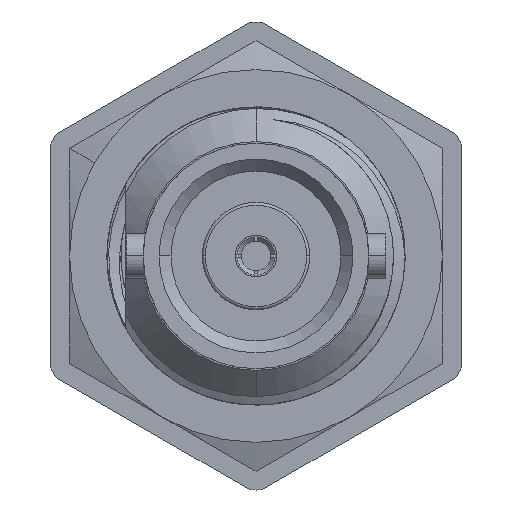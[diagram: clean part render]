
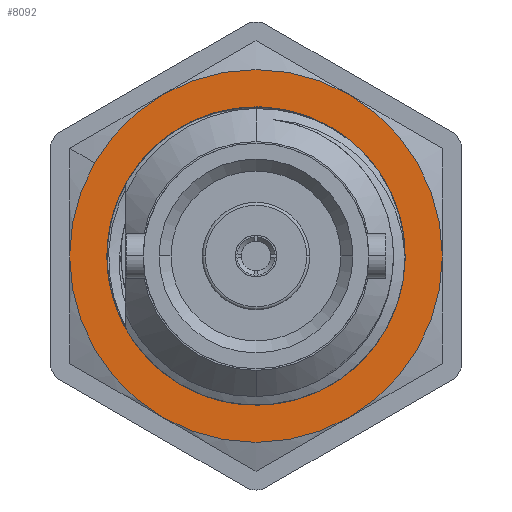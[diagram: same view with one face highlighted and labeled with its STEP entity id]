
A CAD part, left-side view. The second image highlights one B-rep face of the part: STEP entity #8092.
In plain terms, the highlighted planar face has unit normal (-1, 0, 0).
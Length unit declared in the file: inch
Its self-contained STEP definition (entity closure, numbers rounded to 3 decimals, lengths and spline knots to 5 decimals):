
#263 = EDGE_CURVE ( 'NONE', #2176, #12548, #11298, .T. ) ;
#438 = CARTESIAN_POINT ( 'NONE',  ( 0.50968, 0.24821, -0.02985 ) ) ;
#820 = FACE_OUTER_BOUND ( 'NONE', #5752, .T. ) ;
#1078 = AXIS2_PLACEMENT_3D ( 'NONE', #12453, #8461, #6746 ) ;
#1201 = DIRECTION ( 'NONE',  ( 0., 0.866, 0.5 ) ) ;
#1548 = CARTESIAN_POINT ( 'NONE',  ( 0.50968, 0., 0. ) ) ;
#1762 = CARTESIAN_POINT ( 'NONE',  ( 0.50968, 0., 0. ) ) ;
#2117 = EDGE_CURVE ( 'NONE', #6678, #13545, #13243, .T. ) ;
#2176 = VERTEX_POINT ( 'NONE', #10844 ) ;
#2188 = EDGE_CURVE ( 'NONE', #13545, #15199, #7146, .T. ) ;
#2271 = PLANE ( 'NONE',  #8626 ) ;
#2286 = ORIENTED_EDGE ( 'NONE', *, *, #2188, .T. ) ;
#2325 = AXIS2_PLACEMENT_3D ( 'NONE', #3193, #12628, #4286 ) ;
#2438 = CARTESIAN_POINT ( 'NONE',  ( 0.50968, -0.15625, 0.27063 ) ) ;
#2529 = AXIS2_PLACEMENT_3D ( 'NONE', #8373, #2749, #9575 ) ;
#2749 = DIRECTION ( 'NONE',  ( -1., 0., 0. ) ) ;
#2964 = EDGE_CURVE ( 'NONE', #7859, #15199, #3379, .T. ) ;
#3068 = AXIS2_PLACEMENT_3D ( 'NONE', #1762, #8470, #11293 ) ;
#3136 = CARTESIAN_POINT ( 'NONE',  ( 0.50968, 0., 0. ) ) ;
#3193 = CARTESIAN_POINT ( 'NONE',  ( 0.50968, 0., 0. ) ) ;
#3379 = CIRCLE ( 'NONE', #5118, 0.3125 ) ;
#3464 = EDGE_LOOP ( 'NONE', ( #8753, #7567 ) ) ;
#3563 = DIRECTION ( 'NONE',  ( 0., 0.866, 0.5 ) ) ;
#3979 = EDGE_CURVE ( 'NONE', #10369, #8207, #14039, .T. ) ;
#4045 = ORIENTED_EDGE ( 'NONE', *, *, #2117, .T. ) ;
#4175 = CARTESIAN_POINT ( 'NONE',  ( 0.50968, 0.15625, 0.27063 ) ) ;
#4286 = DIRECTION ( 'NONE',  ( 0., 0.866, 0.5 ) ) ;
#4506 = CARTESIAN_POINT ( 'NONE',  ( 0.50968, -0.15625, -0.27063 ) ) ;
#5118 = AXIS2_PLACEMENT_3D ( 'NONE', #1548, #8093, #1201 ) ;
#5414 = ORIENTED_EDGE ( 'NONE', *, *, #14514, .T. ) ;
#5710 = AXIS2_PLACEMENT_3D ( 'NONE', #7067, #16951, #12970 ) ;
#5752 = EDGE_LOOP ( 'NONE', ( #15702, #6911, #7112, #5414, #4045, #2286, #15698 ) ) ;
#6156 = DIRECTION ( 'NONE',  ( 0., 0.866, 0.5 ) ) ;
#6220 = AXIS2_PLACEMENT_3D ( 'NONE', #7095, #8379, #15169 ) ;
#6678 = VERTEX_POINT ( 'NONE', #4506 ) ;
#6746 = DIRECTION ( 'NONE',  ( 0., 0.866, 0.5 ) ) ;
#6911 = ORIENTED_EDGE ( 'NONE', *, *, #3979, .T. ) ;
#7067 = CARTESIAN_POINT ( 'NONE',  ( 0.50968, 0., 0. ) ) ;
#7095 = CARTESIAN_POINT ( 'NONE',  ( 0.50968, 0., 0. ) ) ;
#7112 = ORIENTED_EDGE ( 'NONE', *, *, #7981, .T. ) ;
#7146 = CIRCLE ( 'NONE', #2529, 0.3125 ) ;
#7471 = AXIS2_PLACEMENT_3D ( 'NONE', #3136, #8397, #9865 ) ;
#7567 = ORIENTED_EDGE ( 'NONE', *, *, #263, .T. ) ;
#7702 = CIRCLE ( 'NONE', #3068, 0.3125 ) ;
#7859 = VERTEX_POINT ( 'NONE', #4175 ) ;
#7981 = EDGE_CURVE ( 'NONE', #8207, #16993, #13547, .T. ) ;
#8092 = ADVANCED_FACE ( 'NONE', ( #16050, #820 ), #2271, .F. ) ;
#8093 = DIRECTION ( 'NONE',  ( 1., 0., 0. ) ) ;
#8207 = VERTEX_POINT ( 'NONE', #16211 ) ;
#8257 = EDGE_CURVE ( 'NONE', #7859, #10369, #8939, .T. ) ;
#8373 = CARTESIAN_POINT ( 'NONE',  ( 0.50968, 0., 0. ) ) ;
#8379 = DIRECTION ( 'NONE',  ( -1., 0., 0. ) ) ;
#8397 = DIRECTION ( 'NONE',  ( -1., 0., 0. ) ) ;
#8461 = DIRECTION ( 'NONE',  ( -1., 0., 0. ) ) ;
#8470 = DIRECTION ( 'NONE',  ( -1., 0., 0. ) ) ;
#8626 = AXIS2_PLACEMENT_3D ( 'NONE', #13058, #14598, #6156 ) ;
#8753 = ORIENTED_EDGE ( 'NONE', *, *, #10164, .T. ) ;
#8760 = CARTESIAN_POINT ( 'NONE',  ( 0.50968, 0.15625, -0.27063 ) ) ;
#8939 = CIRCLE ( 'NONE', #7471, 0.3125 ) ;
#9575 = DIRECTION ( 'NONE',  ( 0., 0.866, 0.5 ) ) ;
#9865 = DIRECTION ( 'NONE',  ( 0., 0.866, 0.5 ) ) ;
#10164 = EDGE_CURVE ( 'NONE', #12548, #2176, #17732, .T. ) ;
#10369 = VERTEX_POINT ( 'NONE', #10983 ) ;
#10844 = CARTESIAN_POINT ( 'NONE',  ( 0.50968, 0.1544, -0.19662 ) ) ;
#10983 = CARTESIAN_POINT ( 'NONE',  ( 0.50968, 0.27063, 0.15625 ) ) ;
#11292 = CARTESIAN_POINT ( 'NONE',  ( 0.50968, -0.3125, 0. ) ) ;
#11293 = DIRECTION ( 'NONE',  ( 0., 0.866, 0.5 ) ) ;
#11298 = CIRCLE ( 'NONE', #2325, 0.25 ) ;
#11717 = CARTESIAN_POINT ( 'NONE',  ( 0.50968, 0., 0. ) ) ;
#11904 = DIRECTION ( 'NONE',  ( 1., 0., 0. ) ) ;
#12453 = CARTESIAN_POINT ( 'NONE',  ( 0.50968, 0., 0. ) ) ;
#12548 = VERTEX_POINT ( 'NONE', #438 ) ;
#12628 = DIRECTION ( 'NONE',  ( 1., 0., 0. ) ) ;
#12970 = DIRECTION ( 'NONE',  ( 0., 0.866, 0.5 ) ) ;
#13058 = CARTESIAN_POINT ( 'NONE',  ( 0.50968, 0., 0. ) ) ;
#13243 = CIRCLE ( 'NONE', #1078, 0.3125 ) ;
#13545 = VERTEX_POINT ( 'NONE', #11292 ) ;
#13547 = CIRCLE ( 'NONE', #5710, 0.3125 ) ;
#14039 = CIRCLE ( 'NONE', #6220, 0.3125 ) ;
#14514 = EDGE_CURVE ( 'NONE', #16993, #6678, #7702, .T. ) ;
#14598 = DIRECTION ( 'NONE',  ( 1., 0., 0. ) ) ;
#15169 = DIRECTION ( 'NONE',  ( 0., 0.866, 0.5 ) ) ;
#15199 = VERTEX_POINT ( 'NONE', #2438 ) ;
#15698 = ORIENTED_EDGE ( 'NONE', *, *, #2964, .F. ) ;
#15702 = ORIENTED_EDGE ( 'NONE', *, *, #8257, .T. ) ;
#16050 = FACE_BOUND ( 'NONE', #3464, .T. ) ;
#16211 = CARTESIAN_POINT ( 'NONE',  ( 0.50968, 0.3125, 0. ) ) ;
#16951 = DIRECTION ( 'NONE',  ( -1., 0., 0. ) ) ;
#16993 = VERTEX_POINT ( 'NONE', #8760 ) ;
#17446 = AXIS2_PLACEMENT_3D ( 'NONE', #11717, #11904, #3563 ) ;
#17732 = CIRCLE ( 'NONE', #17446, 0.25 ) ;
